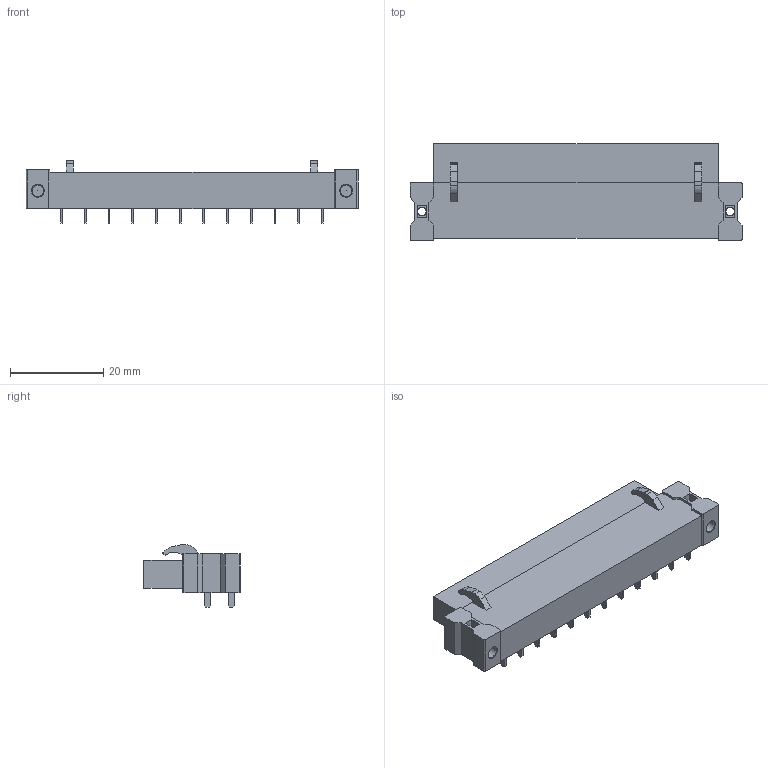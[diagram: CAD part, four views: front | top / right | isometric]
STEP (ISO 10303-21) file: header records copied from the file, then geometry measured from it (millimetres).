
FILE_DESCRIPTION(('CATIA V5 STEP','CAx-IF Rec.Pracs.--- Model Styling and Organization---1.2---2011-12-15'),'2;1');
FILE_NAME ('D1457325_0_1843850000_1843850000.stp','2018-09-01T03:05:57+00:00',('none'),('Weidmueller'),'CATIA Version 5-6 Release 2014','CATIA V5 STEP AP214','none');
FILE_SCHEMA(('AUTOMOTIVE_DESIGN { 1 0 10303 214 1 1 1 1 }'));
Length unit declared in the file: millimetre
Products named in the file (1): 1843850000
Bounding box: 71.12 x 20.65 x 13.48 mm (x, y, z)
Volume: 9397.5 mm3; surface area: 4976.2 mm2
Topology: 25 solids, 25 shells, 480 faces, 1142 edges, 758 vertices
Faces by surface type: plane 406, cylinder 42, cone 32
Entity records: 12510 total; most frequent: ORIENTED_EDGE 2284, CARTESIAN_POINT 2168, DIRECTION 1676, EDGE_CURVE 1142, VECTOR 1002, LINE 1002, VERTEX_POINT 758, EDGE_LOOP 538
